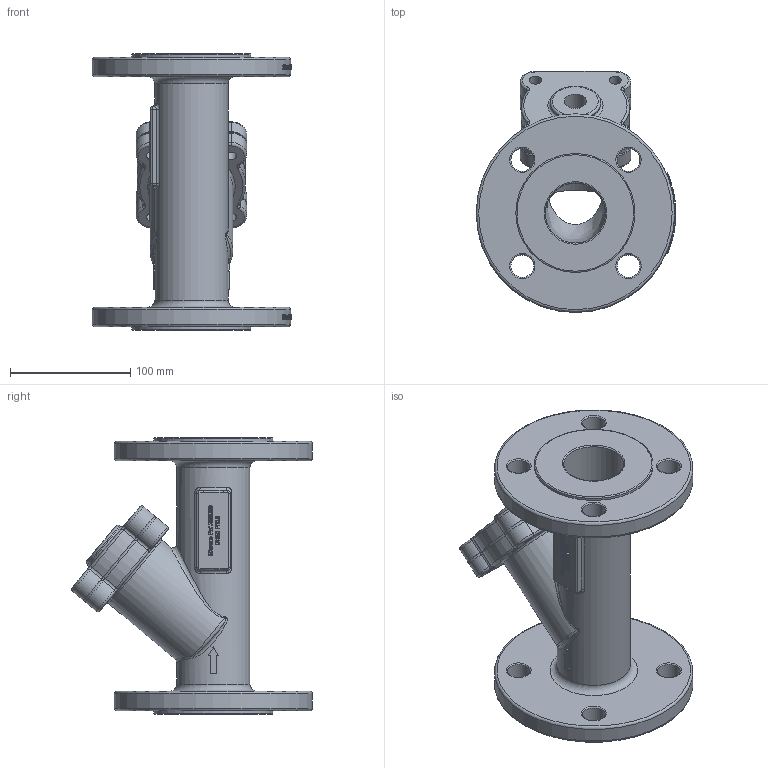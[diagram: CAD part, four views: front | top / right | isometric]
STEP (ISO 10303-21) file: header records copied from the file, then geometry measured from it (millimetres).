
FILE_DESCRIPTION(/* description */ ('233050'),/* implementation_level */ '2;1');
FILE_NAME(/* name */ '233050.stp',/* time_stamp */ '2017-09-19T15:13:19+02:00',/* author */ ('jmorand'),/* organization */ ('Sferaco'),/* preprocessor_version */ 'ST-DEVELOPER v16.5',/* originating_system */ 'Autodesk Inventor 2017',/* authorisation */ '');
FILE_SCHEMA (('CONFIG_CONTROL_DESIGN'));
Products named in the file (1): 233050_bd
Bounding box: 166 x 200.49 x 230 mm (x, y, z)
Volume: 1113464.2 mm3; surface area: 215548.8 mm2
Topology: 1 solids, 1 shells, 1497 faces, 4046 edges, 2672 vertices
Faces by surface type: bspline 764, plane 530, cylinder 140, torus 63
Full cylindrical faces by diameter (mm): 8.376 x4, 10 x4, 18.631 x1, 19 x8, 42 x1, 50 x2, 52 x1, 61 x1, 69 x1, 99 x2, 165 x2
Entity records: 63566 total; most frequent: CARTESIAN_POINT 29391, ORIENTED_EDGE 7932, DIRECTION 4515, EDGE_CURVE 3966, VERTEX_POINT 2651, LINE 1887, VECTOR 1887, EDGE_LOOP 1705
